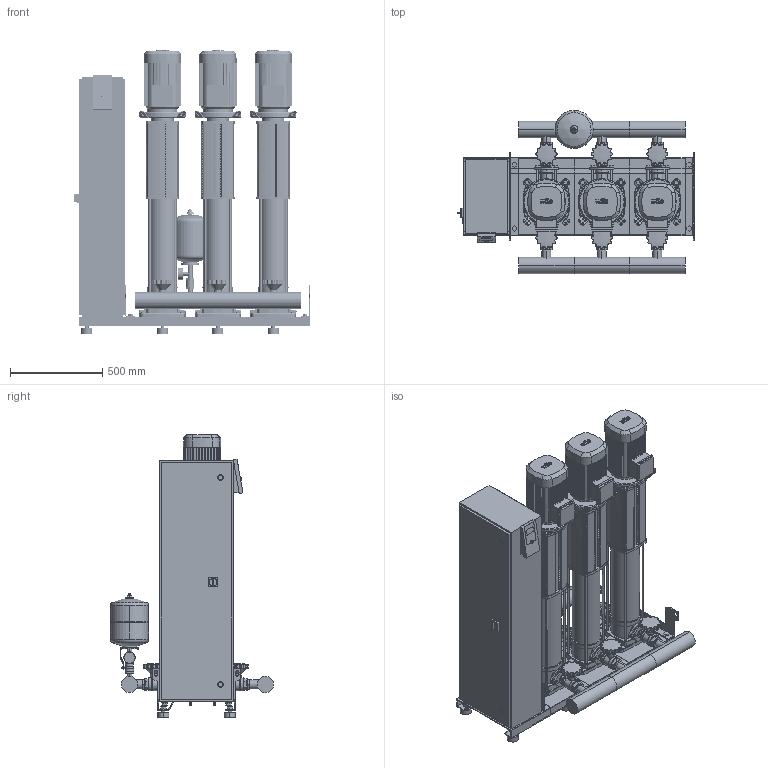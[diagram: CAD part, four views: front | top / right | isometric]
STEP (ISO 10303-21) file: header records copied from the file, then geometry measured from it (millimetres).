
FILE_DESCRIPTION((''),'2;1');
FILE_NAME('3d_SiBoostSmart3HELIXV1611-2536170.stp','2016-01-25T10:34:02',(''),(''),'Mechanical Desktop 2009','Mechanical Desktop 2009',', , ');
FILE_SCHEMA(('CONFIG_CONTROL_DESIGN'));
Length unit declared in the file: millimetre
Products named in the file (1): Product
Bounding box: 1280 x 882.45 x 1533.2 mm (x, y, z)
Volume: 253643085.2 mm3; surface area: 14165217.2 mm2
Topology: 168 solids, 168 shells, 6214 faces, 16444 edges, 10792 vertices
Faces by surface type: plane 2694, bspline 1822, cylinder 1342, cone 234, torus 98, sphere 24
Entity records: 204864 total; most frequent: CARTESIAN_POINT 51314, ORIENTED_EDGE 32856, DIRECTION 29198, EDGE_CURVE 16428, VECTOR 11118, LINE 11118, VERTEX_POINT 10788, AXIS2_PLACEMENT_3D 9040
